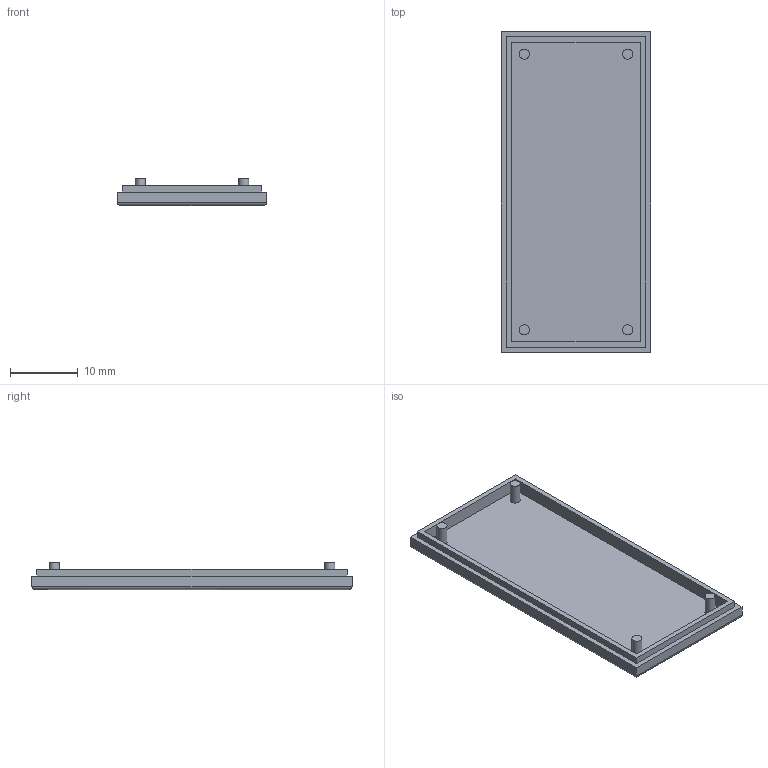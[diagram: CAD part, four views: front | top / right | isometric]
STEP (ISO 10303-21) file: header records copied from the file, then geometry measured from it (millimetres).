
FILE_DESCRIPTION(('FreeCAD Model'),'2;1');
FILE_NAME('HEK_Casing_Bottom.step', '2021-12-16T10:21:09',('Author'),(''), 'Open CASCADE STEP processor 7.3','FreeCAD','Unknown');
FILE_SCHEMA(('AUTOMOTIVE_DESIGN { 1 0 10303 214 1 1 1 1 }'));
Length unit declared in the file: millimetre
Products named in the file (2): CasingBottom; Body001
Assembly tree (1 placements, depth 2):
  CasingBottom
    Body001
Bounding box: 22 x 47.2 x 4 mm (x, y, z)
Volume: 1347.9 mm3; surface area: 2765.5 mm2
Topology: 1 solids, 1 shells, 28 faces, 56 edges, 36 vertices
Faces by surface type: plane 20, cylinder 8
Full cylindrical faces by diameter (mm): 1.5 x4
Entity records: 1535 total; most frequent: CARTESIAN_POINT 298, DIRECTION 232, LINE 140, VECTOR 140, ORIENTED_EDGE 112, PCURVE 112, DEFINITIONAL_REPRESENTATION 112, EDGE_CURVE 56
